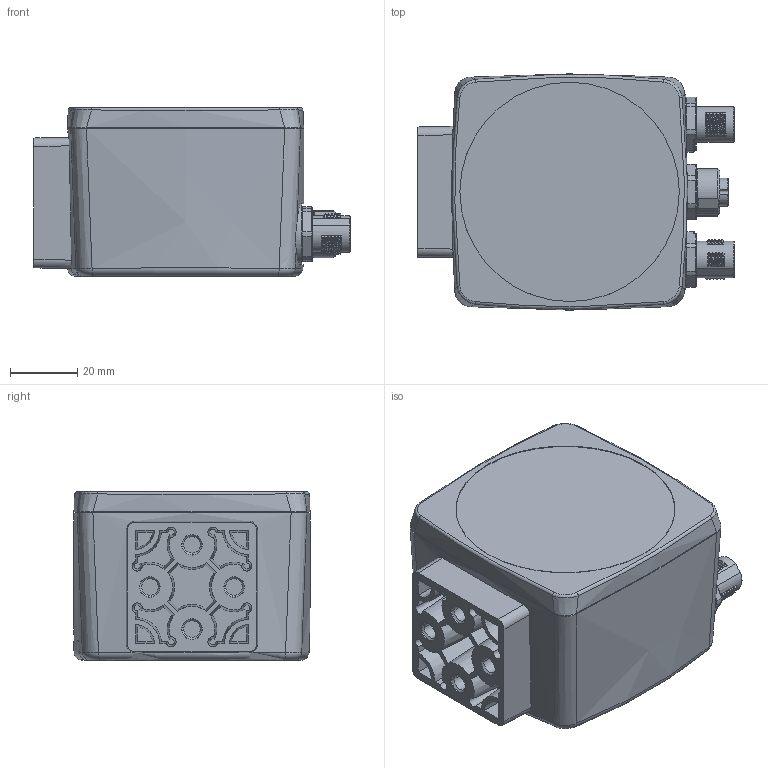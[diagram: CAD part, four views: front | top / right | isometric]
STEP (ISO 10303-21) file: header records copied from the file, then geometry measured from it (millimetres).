
FILE_DESCRIPTION((''),'2;1');
FILE_NAME('DM_CAD-2019_B16_V15_SW0002','2014-09-15T',('Creinig-se'),(''),'PRO/ENGINEER BY PARAMETRIC TECHNOLOGY CORPORATION, 2013050','PRO/ENGINEER BY PARAMETRIC TECHNOLOGY CORPORATION, 2013050','');
FILE_SCHEMA(('CONFIG_CONTROL_DESIGN'));
Products named in the file (1): DM_CAD-2019_B16_V15_SW0002
Bounding box: 93.8 x 70 x 50 mm (x, y, z)
Volume: 244954.1 mm3; surface area: 32781.3 mm2
Topology: 1 solids, 1 shells, 1151 faces, 2988 edges, 1956 vertices
Faces by surface type: plane 422, cylinder 276, bspline 241, cone 107, torus 91, sphere 8, extrusion 6
Entity records: 61031 total; most frequent: CARTESIAN_POINT 26682, ORIENTED_EDGE 5798, DIRECTION 4660, EDGE_CURVE 2899, VERTEX_POINT 1790, AXIS2_PLACEMENT_3D 1648, VECTOR 1364, LINE 1358
